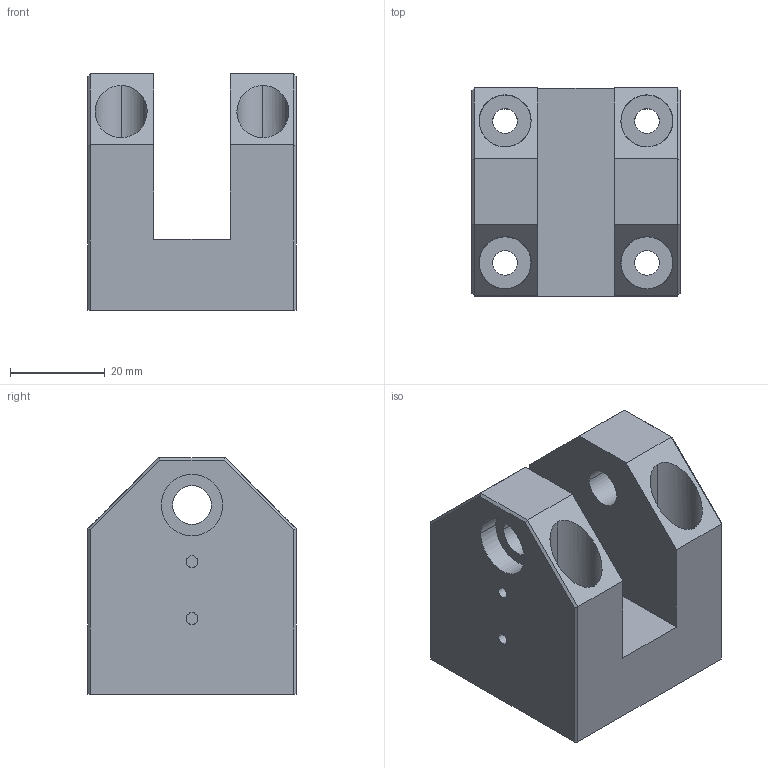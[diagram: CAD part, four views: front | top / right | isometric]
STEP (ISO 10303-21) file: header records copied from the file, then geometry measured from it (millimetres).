
FILE_DESCRIPTION((''),'2;1');
FILE_NAME('PIVOT-BRKT-JKK','2024-12-10T07:28:25',(''),(''),'CREO PARAMETRIC BY PTC INC, 2023424','CREO PARAMETRIC BY PTC INC, 2023424','');
FILE_SCHEMA(('CONFIG_CONTROL_DESIGN'));
Length unit declared in the file: millimetre
Products named in the file (1): PIVOT-BRKT-JKK
Bounding box: 44 x 44 x 50 mm (x, y, z)
Volume: 54800.8 mm3; surface area: 17647.7 mm2
Topology: 1 solids, 1 shells, 66 faces, 154 edges, 100 vertices
Faces by surface type: plane 34, cylinder 32
Entity records: 2040 total; most frequent: CARTESIAN_POINT 424, DIRECTION 334, ORIENTED_EDGE 308, EDGE_CURVE 154, AXIS2_PLACEMENT_3D 122, VERTEX_POINT 100, VECTOR 90, LINE 90
